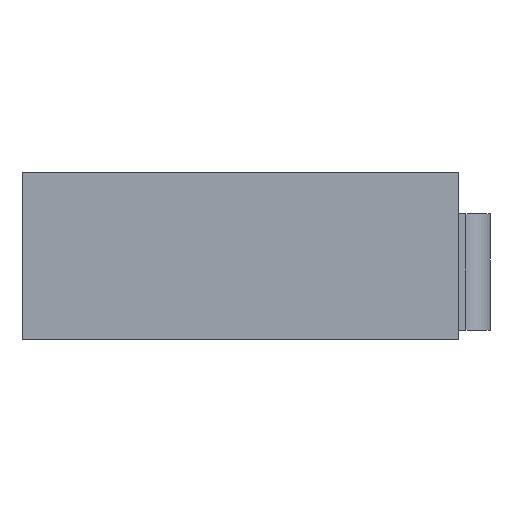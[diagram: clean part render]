
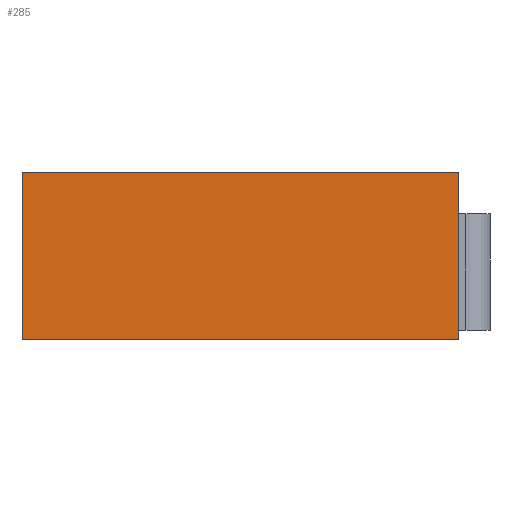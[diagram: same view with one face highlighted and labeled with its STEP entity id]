
A CAD part, top view. The second image highlights one B-rep face of the part: STEP entity #285.
In plain terms, the highlighted planar face has unit normal (0, 0, 1).
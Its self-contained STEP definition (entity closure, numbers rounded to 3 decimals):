
#43=FACE_OUTER_BOUND('',#59,.T.);
#59=EDGE_LOOP('',(#249,#250,#251,#252));
#83=LINE('',#461,#115);
#86=LINE('',#467,#118);
#89=LINE('',#473,#121);
#92=LINE('',#477,#124);
#115=VECTOR('',#380,10.);
#118=VECTOR('',#385,10.);
#121=VECTOR('',#390,10.);
#124=VECTOR('',#395,10.);
#143=VERTEX_POINT('',#458);
#144=VERTEX_POINT('',#460);
#146=VERTEX_POINT('',#466);
#148=VERTEX_POINT('',#472);
#175=EDGE_CURVE('',#144,#143,#83,.T.);
#178=EDGE_CURVE('',#146,#144,#86,.T.);
#181=EDGE_CURVE('',#148,#146,#89,.T.);
#184=EDGE_CURVE('',#143,#148,#92,.T.);
#249=ORIENTED_EDGE('',*,*,#184,.T.);
#250=ORIENTED_EDGE('',*,*,#181,.T.);
#251=ORIENTED_EDGE('',*,*,#178,.T.);
#252=ORIENTED_EDGE('',*,*,#175,.T.);
#269=PLANE('',#321);
#285=ADVANCED_FACE('',(#43),#269,.T.);
#321=AXIS2_PLACEMENT_3D('',#478,#396,#397);
#380=DIRECTION('',(0.,-1.,0.));
#385=DIRECTION('',(-1.,0.,0.));
#390=DIRECTION('',(0.,1.,0.));
#395=DIRECTION('',(1.,0.,0.));
#396=DIRECTION('center_axis',(0.,0.,1.));
#397=DIRECTION('ref_axis',(1.,0.,0.));
#458=CARTESIAN_POINT('',(0.,-11.5,1.45));
#460=CARTESIAN_POINT('',(0.,0.,1.45));
#461=CARTESIAN_POINT('',(0.,-11.5,1.45));
#466=CARTESIAN_POINT('',(30.,0.,1.45));
#467=CARTESIAN_POINT('',(0.,0.,1.45));
#472=CARTESIAN_POINT('',(30.,-11.5,1.45));
#473=CARTESIAN_POINT('',(30.,0.,1.45));
#477=CARTESIAN_POINT('',(30.,-11.5,1.45));
#478=CARTESIAN_POINT('Origin',(15.,-5.75,1.45));
